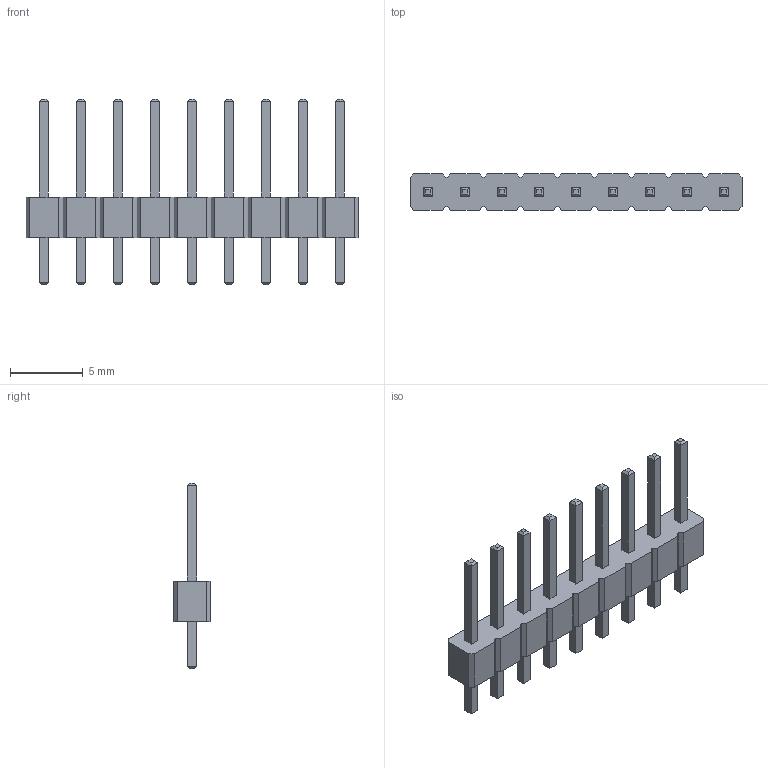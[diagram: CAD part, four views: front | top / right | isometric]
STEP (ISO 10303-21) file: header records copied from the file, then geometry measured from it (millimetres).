
FILE_DESCRIPTION(/* description */ (''),/* implementation_level */ '2;1');
FILE_NAME(/* name */ '_SIP 100-9.ae754d2d-1b12-46bb-9889-a63e6e7e7021.f3d.__gcx3d__.stp',/* time_stamp */ '2021-06-27T13:59:05-07:00',/* author */ (''),/* organization */ (''),/* preprocessor_version */ 'ST-DEVELOPER v18.1',/* originating_system */ 'Autodesk Translation Framework v10.9.0.1377',/* authorisation */ '');
FILE_SCHEMA (('AUTOMOTIVE_DESIGN { 1 0 10303 214 3 1 1 }'));
Length unit declared in the file: inch
Products named in the file (3): SIP 100-9; Pins; Case
Assembly tree (2 placements, depth 2):
  SIP 100-9
    Pins
    Case
Bounding box: 22.79 x 2.5 x 12.7 mm (x, y, z)
Volume: 190.8 mm3; surface area: 606.4 mm2
Topology: 10 solids, 10 shells, 236 faces, 576 edges, 360 vertices
Faces by surface type: plane 236
Entity records: 6815 total; most frequent: CARTESIAN_POINT 1178, ORIENTED_EDGE 1152, DIRECTION 1060, LINE 576, VECTOR 576, EDGE_CURVE 576, VERTEX_POINT 360, EDGE_LOOP 254
